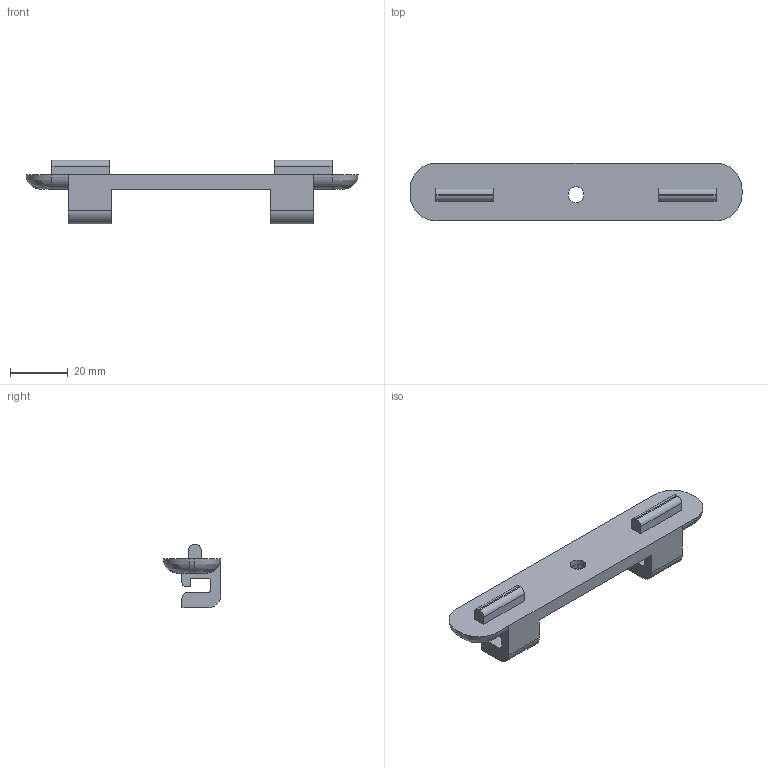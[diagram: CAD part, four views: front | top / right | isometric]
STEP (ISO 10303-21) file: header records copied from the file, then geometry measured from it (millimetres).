
FILE_DESCRIPTION(/* description */ (''),/* implementation_level */ '2;1');
FILE_NAME(/* name */ 'ATC_Cable_Guide_profile_2020 v16.step',/* time_stamp */ '2021-03-20T22:10:39+01:00',/* author */ (''),/* organization */ (''),/* preprocessor_version */ 'ST-DEVELOPER v18.1',/* originating_system */ 'Autodesk Translation Framework v9.10.0.1330',/* authorisation */ '');
FILE_SCHEMA (('AUTOMOTIVE_DESIGN { 1 0 10303 214 3 1 1 }'));
Length unit declared in the file: millimetre
Products named in the file (1): ATC_Cable_Guide_profile_2020
Bounding box: 115 x 19.96 x 22 mm (x, y, z)
Volume: 14348.9 mm3; surface area: 7630.5 mm2
Topology: 1 solids, 1 shells, 60 faces, 163 edges, 107 vertices
Faces by surface type: plane 33, cylinder 21, bspline 4, cone 2
Full cylindrical faces by diameter (mm): 5.5 x1, 7.5 x1
Entity records: 1947 total; most frequent: CARTESIAN_POINT 363, DIRECTION 328, ORIENTED_EDGE 326, EDGE_CURVE 163, LINE 112, VECTOR 112, AXIS2_PLACEMENT_3D 108, VERTEX_POINT 107
